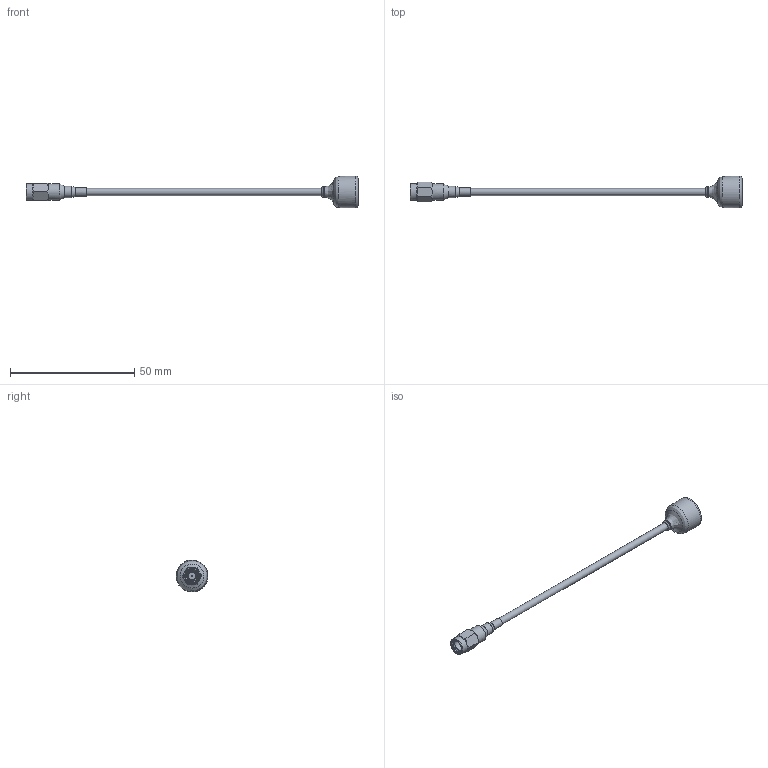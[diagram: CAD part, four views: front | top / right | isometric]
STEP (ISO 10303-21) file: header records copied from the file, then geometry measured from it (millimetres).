
FILE_DESCRIPTION(('FreeCAD Model'),'2;1');
FILE_NAME('Open CASCADE Shape Model','2025-04-27T00:36:29',('FreeCAD'),( 'FreeCAD'),'Open CASCADE STEP processor 7.6','FreeCAD','Unknown');
FILE_SCHEMA(('AUTOMOTIVE_DESIGN { 1 0 10303 214 1 1 1 1 }'));
Length unit declared in the file: millimetre
Products named in the file (1): Open CASCADE STEP translator 7.6 1
Bounding box: 133.74 x 12.84 x 12.85 mm (x, y, z)
Volume: 2645.6 mm3; surface area: 2316.6 mm2
Topology: 4 solids, 4 shells, 53 faces, 98 edges, 62 vertices
Faces by surface type: bspline 53
Entity records: 1759 total; most frequent: CARTESIAN_POINT 1137, ORIENTED_EDGE 196, EDGE_CURVE 98, FACE_BOUND 62, EDGE_LOOP 62, VERTEX_POINT 62, ADVANCED_FACE 53, B_SPLINE_CURVE_WITH_KNOTS 43
